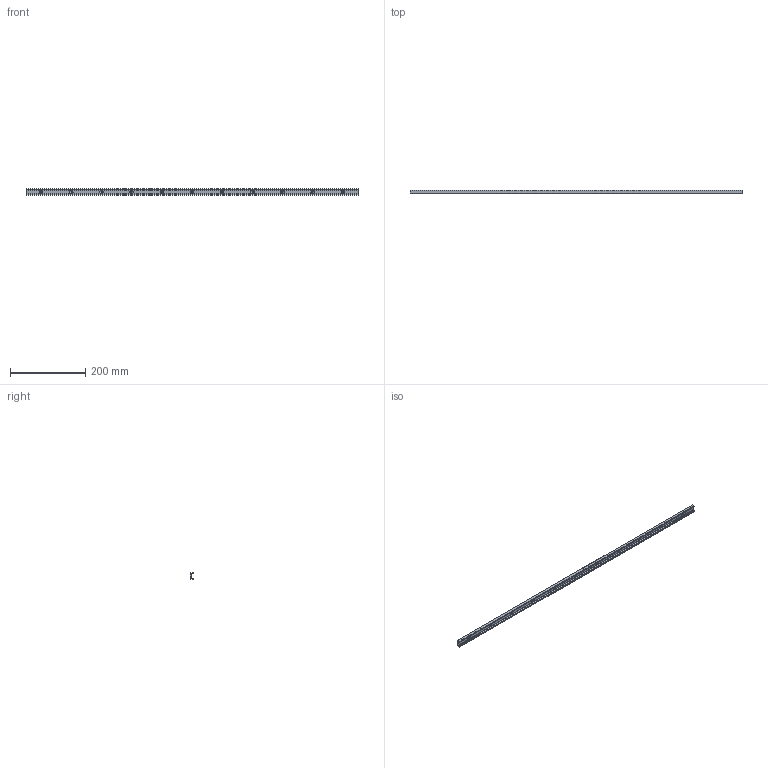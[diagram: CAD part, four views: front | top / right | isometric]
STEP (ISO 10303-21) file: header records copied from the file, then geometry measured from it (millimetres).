
FILE_DESCRIPTION((''),'2;1');
FILE_NAME('LCX 18-0880.V.stp','2016-04-28T12:26:37',('MRathmann'),(''),'Autodesk Inventor 2012','Autodesk Inventor 2012','');
FILE_SCHEMA(('CONFIG_CONTROL_DESIGN'));
Length unit declared in the file: millimetre
Products named in the file (1): LCX 18-0880.V
Bounding box: 880 x 8.25 x 18 mm (x, y, z)
Volume: 64742.5 mm3; surface area: 55260.8 mm2
Topology: 1 solids, 1 shells, 46 faces, 121 edges, 77 vertices
Faces by surface type: cylinder 22, plane 13, cone 11
Full cylindrical faces by diameter (mm): 4.5 x11
Entity records: 1392 total; most frequent: DIRECTION 248, CARTESIAN_POINT 223, ORIENTED_EDGE 198, AXIS2_PLACEMENT_3D 102, EDGE_CURVE 99, EDGE_LOOP 90, VERTEX_POINT 77, CIRCLE 55
